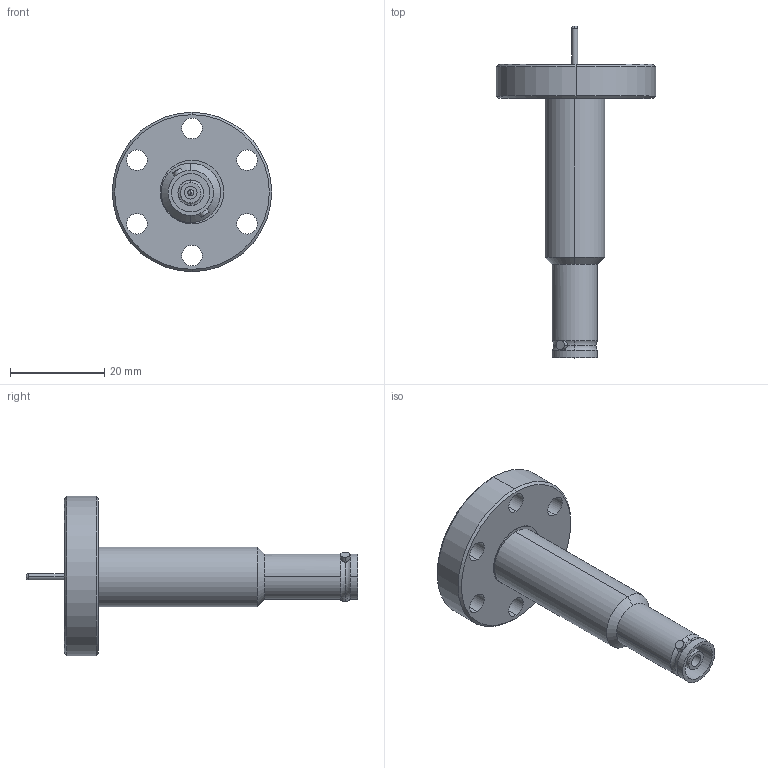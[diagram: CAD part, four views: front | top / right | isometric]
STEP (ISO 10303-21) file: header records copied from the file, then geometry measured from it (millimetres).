
FILE_DESCRIPTION (( 'STEP AP214' ), '1' );
FILE_NAME ('250-SHV10-C16.STEP', '2016-09-02T11:24:28', ( 'allectra' ), ( 'Microsoft' ), 'SwSTEP 2.0', 'SolidWorks 2014', '' );
FILE_SCHEMA (( 'AUTOMOTIVE_DESIGN' ));
Length unit declared in the file: millimetre
Products named in the file (2): 250-SHV10-C16
Bounding box: 33.78 x 70.38 x 33.78 mm (x, y, z)
Volume: 8117 mm3; surface area: 8542.6 mm2
Topology: 1 solids, 3 shells, 120 faces, 289 edges, 190 vertices
Faces by surface type: cylinder 64, plane 24, torus 18, cone 14
Entity records: 4034 total; most frequent: CARTESIAN_POINT 946, DIRECTION 687, ORIENTED_EDGE 578, AXIS2_PLACEMENT_3D 304, EDGE_CURVE 289, VERTEX_POINT 190, CIRCLE 182, EDGE_LOOP 151
